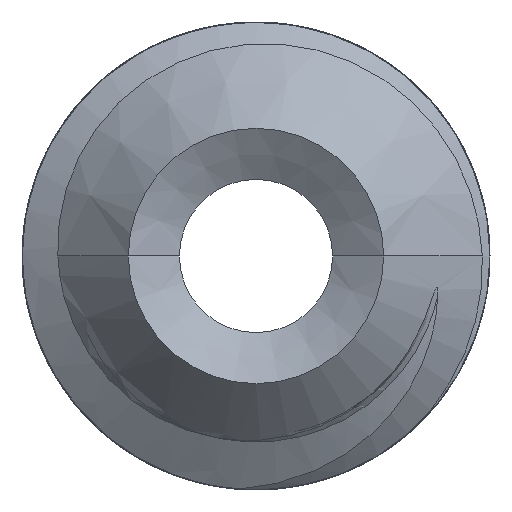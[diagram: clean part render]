
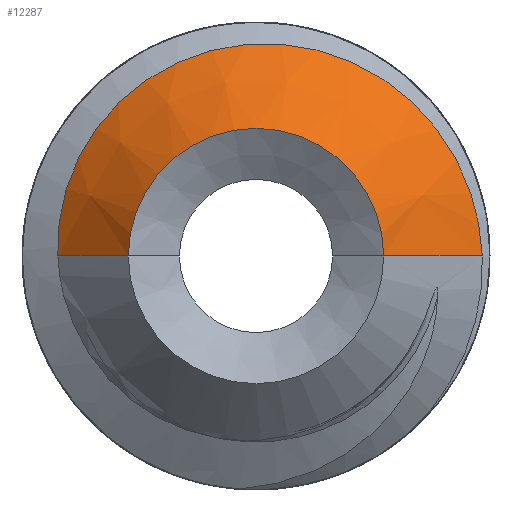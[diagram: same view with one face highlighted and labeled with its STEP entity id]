
A CAD part, left-side view. The second image highlights one B-rep face of the part: STEP entity #12287.
In plain terms, the highlighted conical face has half-angle 45 degrees and reference radius 1.056 mm.
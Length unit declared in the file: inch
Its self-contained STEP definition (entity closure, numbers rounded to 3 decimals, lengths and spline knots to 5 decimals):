
#4461=CARTESIAN_POINT('',(0.01658,0.04658,0.));
#4462=CARTESIAN_POINT('',(0.01673,0.04673,
0.00328));
#4463=CARTESIAN_POINT('',(0.01702,0.04633,
0.00989));
#4464=CARTESIAN_POINT('',(0.01747,0.04364,
0.01955));
#4465=CARTESIAN_POINT('',(0.01791,0.03898,
0.02845));
#4466=CARTESIAN_POINT('',(0.01834,0.03256,
0.03622));
#4467=CARTESIAN_POINT('',(0.01879,0.02438,
0.0427));
#4468=CARTESIAN_POINT('',(0.01925,0.0148,
0.04737));
#4469=CARTESIAN_POINT('',(0.0197,0.00446,
0.04986));
#4470=CARTESIAN_POINT('',(0.02013,-0.00582,
0.05015));
#4471=CARTESIAN_POINT('',(0.02057,-0.01642,
0.04824));
#4472=CARTESIAN_POINT('',(0.02102,-0.02651,
0.04404));
#4473=CARTESIAN_POINT('',(0.02146,-0.03538,
0.03787));
#4474=CARTESIAN_POINT('',(0.02189,-0.04268,
0.03015));
#4475=CARTESIAN_POINT('',(0.02232,-0.04834,
0.02097));
#4476=CARTESIAN_POINT('',(0.02275,-0.05201,
0.01081));
#4477=CARTESIAN_POINT('',(0.02304,-0.05304,
0.00362));
#4478=CARTESIAN_POINT('',(0.02318,-0.05318,0.));
#5726=DIRECTION('',(0.707,0.707,0.));
#5727=VECTOR('',#5726,0.02345);
#5728=CARTESIAN_POINT('',(0.,0.03,0.));
#5729=LINE('',#5728,#5727);
#5730=DIRECTION('',(0.707,-0.707,0.));
#5731=VECTOR('',#5730,0.03279);
#5732=CARTESIAN_POINT('',(0.,-0.03,0.));
#5733=LINE('',#5732,#5731);
#5734=CARTESIAN_POINT('',(0.,0.,0.));
#5735=DIRECTION('',(1.,0.,0.));
#5736=DIRECTION('',(0.,1.,0.));
#5737=AXIS2_PLACEMENT_3D('',#5734,#5735,#5736);
#6095=CARTESIAN_POINT('',(0.,0.03,0.));
#6096=CARTESIAN_POINT('',(0.01658,0.04658,0.));
#6097=VERTEX_POINT('',#6095);
#6098=VERTEX_POINT('',#6096);
#6099=CARTESIAN_POINT('',(0.,-0.03,0.));
#6100=CARTESIAN_POINT('',(0.02318,-0.05318,0.));
#6101=VERTEX_POINT('',#6099);
#6102=VERTEX_POINT('',#6100);
#12275=CARTESIAN_POINT('',(0.01159,0.,0.));
#12276=DIRECTION('',(1.,0.,0.));
#12277=DIRECTION('',(0.,-1.,0.));
#12278=AXIS2_PLACEMENT_3D('',#12275,#12276,#12277);
#12279=CONICAL_SURFACE('',#12278,0.04159,45.);
#12280=ORIENTED_EDGE('',*,*,#9014,.T.);
#12281=ORIENTED_EDGE('',*,*,#8998,.T.);
#12282=ORIENTED_EDGE('',*,*,#9018,.F.);
#12284=ORIENTED_EDGE('',*,*,#12283,.F.);
#12285=EDGE_LOOP('',(#12280,#12281,#12282,#12284));
#12286=FACE_OUTER_BOUND('',#12285,.F.);
#4479=B_SPLINE_CURVE_WITH_KNOTS('',3,(#4461,#4462,#4463,#4464,#4465,#4466,#4467,
#4468,#4469,#4470,#4471,#4472,#4473,#4474,#4475,#4476,#4477,#4478),
.UNSPECIFIED.,.F.,.F.,(4,1,1,1,1,1,1,1,1,1,1,1,1,1,1,4),(0.,0.06667,
0.13333,0.2,0.26667,0.33333,0.4,
0.46667,0.53333,0.6,0.66667,0.73333,
0.8,0.86667,0.93333,1.),.UNSPECIFIED.);
#5738=CIRCLE('',#5737,0.03);
#8998=EDGE_CURVE('',#6098,#6102,#4479,.T.);
#9014=EDGE_CURVE('',#6097,#6098,#5729,.T.);
#9018=EDGE_CURVE('',#6101,#6102,#5733,.T.);
#12283=EDGE_CURVE('',#6097,#6101,#5738,.T.);
#12287=ADVANCED_FACE('',(#12286),#12279,.T.);
